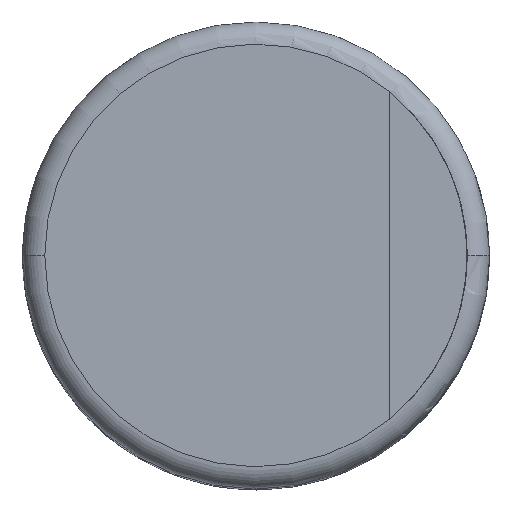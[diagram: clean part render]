
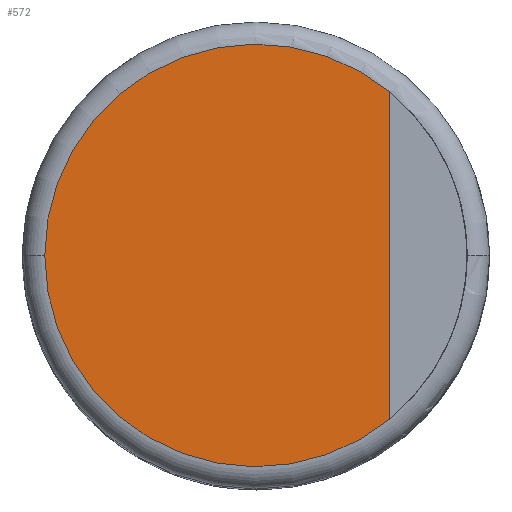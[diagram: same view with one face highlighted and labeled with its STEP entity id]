
A CAD part, top view. The second image highlights one B-rep face of the part: STEP entity #572.
In plain terms, the highlighted planar face has unit normal (0, 0, 1).
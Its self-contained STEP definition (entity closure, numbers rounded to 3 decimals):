
#401=CARTESIAN_POINT('',(3.0,-3.683,14.0));
#402=VERTEX_POINT('',#401);
#410=CARTESIAN_POINT('',(-4.75,0.,14.0));
#411=VERTEX_POINT('',#410);
#412=CARTESIAN_POINT('',(0.0,0.0,14.0));
#413=DIRECTION('',(0.0,0.0,-1.0));
#414=DIRECTION('',(-1.0,0.0,0.0));
#415=AXIS2_PLACEMENT_3D('',#412,#413,#414);
#416=CIRCLE('',#415,4.75);
#417=EDGE_CURVE('',#402,#411,#416,.T.);
#445=CARTESIAN_POINT('',(3.0,3.683,14.0));
#446=VERTEX_POINT('',#445);
#453=CARTESIAN_POINT('',(3.0,-3.683,14.0));
#454=DIRECTION('',(0.0,1.0,0.0));
#455=VECTOR('',#454,7.365);
#456=LINE('',#453,#455);
#457=EDGE_CURVE('',#402,#446,#456,.T.);
#517=CARTESIAN_POINT('',(0.0,0.0,14.0));
#518=DIRECTION('',(0.0,0.0,-1.0));
#519=DIRECTION('',(-1.0,0.0,0.0));
#520=AXIS2_PLACEMENT_3D('',#517,#518,#519);
#521=CIRCLE('',#520,4.75);
#522=EDGE_CURVE('',#411,#446,#521,.T.);
#562=CARTESIAN_POINT('',(0.0,0.0,14.0));
#563=DIRECTION('',(0.0,0.0,1.0));
#564=DIRECTION('',(1.0,0.0,0.0));
#565=AXIS2_PLACEMENT_3D('',#562,#563,#564);
#566=PLANE('',#565);
#567=ORIENTED_EDGE('',*,*,#457,.T.);
#568=ORIENTED_EDGE('',*,*,#522,.F.);
#569=ORIENTED_EDGE('',*,*,#417,.F.);
#570=EDGE_LOOP('',(#567,#568,#569));
#571=FACE_OUTER_BOUND('',#570,.T.);
#572=ADVANCED_FACE('',(#571),#566,.T.);
